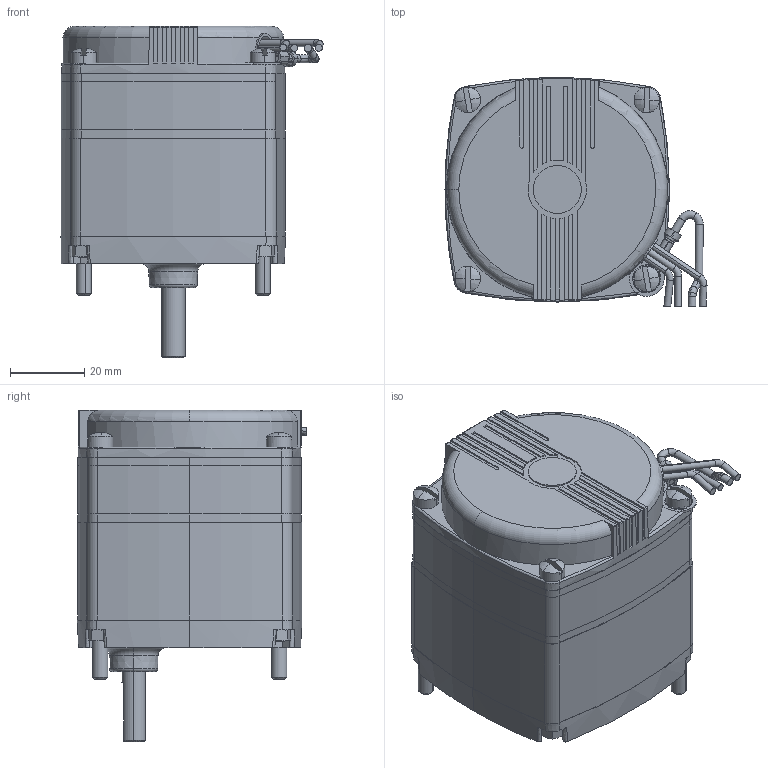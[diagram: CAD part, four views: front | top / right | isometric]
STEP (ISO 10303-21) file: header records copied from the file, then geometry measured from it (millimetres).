
FILE_DESCRIPTION (( 'STEP AP203' ), '1' );
FILE_NAME ('INFM0084.STEP', '2015-09-23T13:27:43', ( 'admin' ), ( '' ), 'SwSTEP 2.0', 'SolidWorks 2014', '' );
FILE_SCHEMA (( 'CONFIG_CONTROL_DESIGN' ));
Length unit declared in the file: inch
Products named in the file (1): INFM0084
Bounding box: 70.67 x 61.85 x 89.38 mm (x, y, z)
Volume: 212987.2 mm3; surface area: 49684.8 mm2
Topology: 18 solids, 18 shells, 616 faces, 1532 edges, 934 vertices
Faces by surface type: plane 215, cylinder 171, cone 99, bspline 89, torus 26, sphere 16
Entity records: 20466 total; most frequent: CARTESIAN_POINT 6548, ORIENTED_EDGE 3016, DIRECTION 2696, EDGE_CURVE 1508, AXIS2_PLACEMENT_3D 1072, VERTEX_POINT 934, EDGE_LOOP 668, ADVANCED_FACE 616
